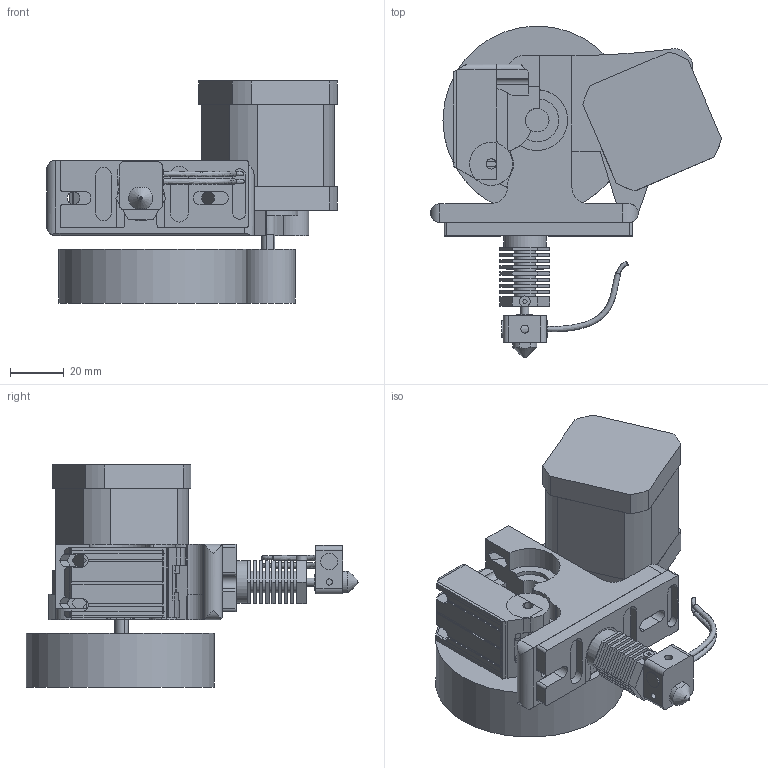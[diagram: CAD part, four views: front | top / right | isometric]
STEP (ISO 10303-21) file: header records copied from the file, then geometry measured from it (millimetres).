
FILE_DESCRIPTION(('FreeCAD Model'),'2;1');
FILE_NAME('LulzBot_Extruder.step','2020-08-13T02:21:13',('Author'),(''), 'Open CASCADE STEP processor 7.3','FreeCAD','Unknown');
FILE_SCHEMA(('AUTOMOTIVE_DESIGN { 1 0 10303 214 1 1 1 1 }'));
Length unit declared in the file: millimetre
Products named in the file (7): extruder_body_fangtooth-v0.51_001; hexagon_mounting_plate_001; beefy_extruder_idler_v0.41_001; Hexagon_Hotend_1.75mm_v31_001; Large_Gear_001; Small_Gear_001; Nema_17_Stepper_Motor1_001
Bounding box: 108.03 x 123.3 x 82.5 mm (x, y, z)
Volume: 241599.3 mm3; surface area: 69082.2 mm2
Topology: 17 solids, 17 shells, 764 faces, 1972 edges, 1276 vertices
Faces by surface type: plane 539, cylinder 196, cone 18, bspline 7, extrusion 3, torus 1
Full cylindrical faces by diameter (mm): 0.4 x1, 1.933 x1, 2 x1, 2.2 x3, 2.3 x1, 3 x4, 3.8 x1, 3.9 x1, 4 x1, 4.7 x3, 5 x2, 5.283 x2, 5.908 x3, 6.18 x2, 6.6 x1, 8 x8, 8.8 x3, 9.6 x1, 12 x1, 12.4 x1, 13.2 x1, 15.8 x2, 16 x2, 16.8 x1, 19.6 x1, 20 x1, 20.4 x1, 70 x1
Entity records: 53114 total; most frequent: CARTESIAN_POINT 12527, DIRECTION 7505, VECTOR 4813, LINE 4810, ORIENTED_EDGE 3928, PCURVE 3928, DEFINITIONAL_REPRESENTATION 3928, EDGE_CURVE 1964
